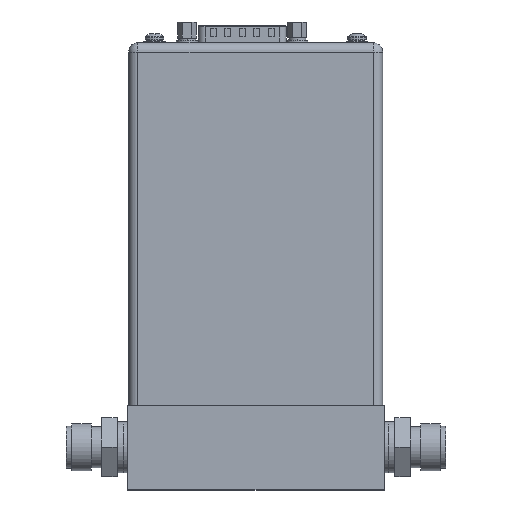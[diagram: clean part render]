
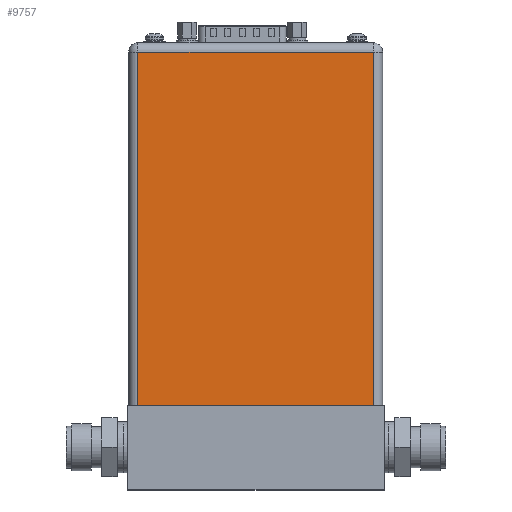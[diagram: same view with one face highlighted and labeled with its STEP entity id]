
A CAD part, top view. The second image highlights one B-rep face of the part: STEP entity #9757.
In plain terms, the highlighted planar face has unit normal (0, 0, 1).
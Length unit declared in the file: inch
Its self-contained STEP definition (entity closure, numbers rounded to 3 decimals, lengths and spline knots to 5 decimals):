
#7930=DIRECTION('',(1.,0.,0.));
#7931=VECTOR('',#7930,2.757);
#7932=CARTESIAN_POINT('',(-1.3785,0.,1.425));
#7933=LINE('',#7932,#7931);
#8617=DIRECTION('',(0.,-1.,0.));
#8618=VECTOR('',#8617,4.141);
#8619=CARTESIAN_POINT('',(1.3785,4.141,1.425));
#8620=LINE('',#8619,#8618);
#8624=DIRECTION('',(0.,-1.,0.));
#8625=VECTOR('',#8624,4.141);
#8626=CARTESIAN_POINT('',(-1.3785,4.141,1.425));
#8627=LINE('',#8626,#8625);
#8631=DIRECTION('',(1.,0.,0.));
#8632=VECTOR('',#8631,2.757);
#8633=CARTESIAN_POINT('',(-1.3785,4.141,1.425));
#8634=LINE('',#8633,#8632);
#9081=CARTESIAN_POINT('',(1.3785,0.,1.425));
#9083=VERTEX_POINT('',#9081);
#9084=CARTESIAN_POINT('',(1.3785,4.141,1.425));
#9085=VERTEX_POINT('',#9084);
#9096=CARTESIAN_POINT('',(-1.3785,0.,1.425));
#9098=VERTEX_POINT('',#9096);
#9100=CARTESIAN_POINT('',(-1.3785,4.141,1.425));
#9101=VERTEX_POINT('',#9100);
#9745=CARTESIAN_POINT('',(-1.4875,0.,1.425));
#9746=DIRECTION('',(0.,0.,1.));
#9747=DIRECTION('',(1.,0.,0.));
#9748=AXIS2_PLACEMENT_3D('',#9745,#9746,#9747);
#9749=PLANE('',#9748);
#9751=ORIENTED_EDGE('',*,*,#9750,.T.);
#9752=ORIENTED_EDGE('',*,*,#9223,.F.);
#9753=ORIENTED_EDGE('',*,*,#9714,.F.);
#9754=ORIENTED_EDGE('',*,*,#9736,.T.);
#9755=EDGE_LOOP('',(#9751,#9752,#9753,#9754));
#9756=FACE_OUTER_BOUND('',#9755,.F.);
#9757=ADVANCED_FACE('',(#9756),#9749,.T.);
#9223=EDGE_CURVE('',#9098,#9083,#7933,.T.);
#9714=EDGE_CURVE('',#9101,#9098,#8627,.T.);
#9736=EDGE_CURVE('',#9101,#9085,#8634,.T.);
#9750=EDGE_CURVE('',#9085,#9083,#8620,.T.);
